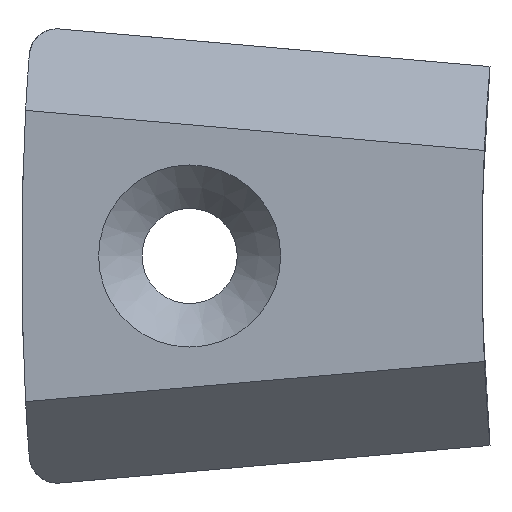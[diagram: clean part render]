
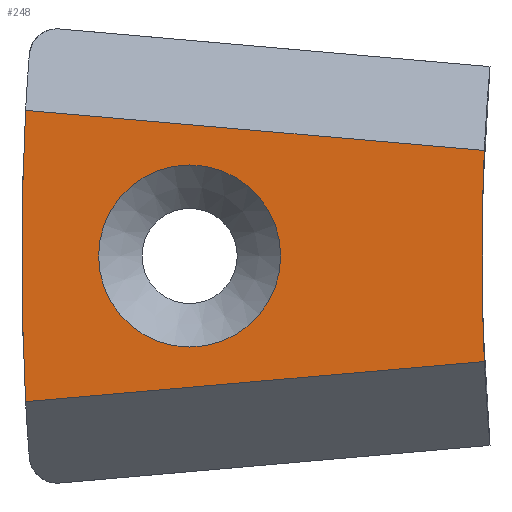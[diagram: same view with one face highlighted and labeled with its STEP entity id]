
A CAD part, front view. The second image highlights one B-rep face of the part: STEP entity #248.
In plain terms, the highlighted planar face has unit normal (0, -1, 0).
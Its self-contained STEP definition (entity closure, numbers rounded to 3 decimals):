
#16=FACE_BOUND('',#46,.T.);
#21=PLANE('',#286);
#31=FACE_OUTER_BOUND('',#45,.T.);
#45=EDGE_LOOP('',(#197,#198,#199,#200));
#46=EDGE_LOOP('',(#201));
#71=LINE('',#425,#89);
#72=LINE('',#429,#90);
#89=VECTOR('',#343,10.);
#90=VECTOR('',#348,10.);
#101=CIRCLE('',#279,94.);
#102=CIRCLE('',#287,77.573);
#103=CIRCLE('',#288,3.25);
#116=VERTEX_POINT('',#404);
#117=VERTEX_POINT('',#406);
#123=VERTEX_POINT('',#424);
#124=VERTEX_POINT('',#428);
#125=VERTEX_POINT('',#431);
#141=EDGE_CURVE('',#117,#116,#101,.T.);
#150=EDGE_CURVE('',#117,#123,#71,.T.);
#152=EDGE_CURVE('',#124,#116,#72,.T.);
#153=EDGE_CURVE('',#124,#123,#102,.T.);
#154=EDGE_CURVE('',#125,#125,#103,.T.);
#197=ORIENTED_EDGE('',*,*,#150,.F.);
#198=ORIENTED_EDGE('',*,*,#141,.T.);
#199=ORIENTED_EDGE('',*,*,#152,.F.);
#200=ORIENTED_EDGE('',*,*,#153,.T.);
#201=ORIENTED_EDGE('',*,*,#154,.F.);
#248=ADVANCED_FACE('',(#31,#16),#21,.T.);
#279=AXIS2_PLACEMENT_3D('',#407,#325,#326);
#286=AXIS2_PLACEMENT_3D('',#427,#346,#347);
#287=AXIS2_PLACEMENT_3D('',#430,#349,#350);
#288=AXIS2_PLACEMENT_3D('',#432,#351,#352);
#325=DIRECTION('center_axis',(0.,-1.,0.));
#326=DIRECTION('ref_axis',(-0.996,0.,0.087));
#343=DIRECTION('',(0.996,0.,-0.087));
#346=DIRECTION('center_axis',(0.,-1.,0.));
#347=DIRECTION('ref_axis',(1.,0.,0.));
#348=DIRECTION('',(-0.996,0.,-0.087));
#349=DIRECTION('center_axis',(0.,1.,0.));
#350=DIRECTION('ref_axis',(-0.996,0.,0.087));
#351=DIRECTION('center_axis',(0.,-1.,0.));
#352=DIRECTION('ref_axis',(1.,0.,0.));
#404=CARTESIAN_POINT('',(-93.856,-33.,-5.2));
#406=CARTESIAN_POINT('',(-93.856,-33.,5.2));
#407=CARTESIAN_POINT('Origin',(0.,-33.,0.));
#424=CARTESIAN_POINT('',(-77.481,-33.,3.767));
#425=CARTESIAN_POINT('',(-80.898,-33.,4.066));
#427=CARTESIAN_POINT('Origin',(-84.639,-33.,0.));
#428=CARTESIAN_POINT('',(-77.481,-33.,-3.767));
#429=CARTESIAN_POINT('',(-88.084,-33.,-4.695));
#430=CARTESIAN_POINT('Origin',(0.,-33.,0.));
#431=CARTESIAN_POINT('',(-91.25,-33.,0.));
#432=CARTESIAN_POINT('Origin',(-88.,-33.,0.));
